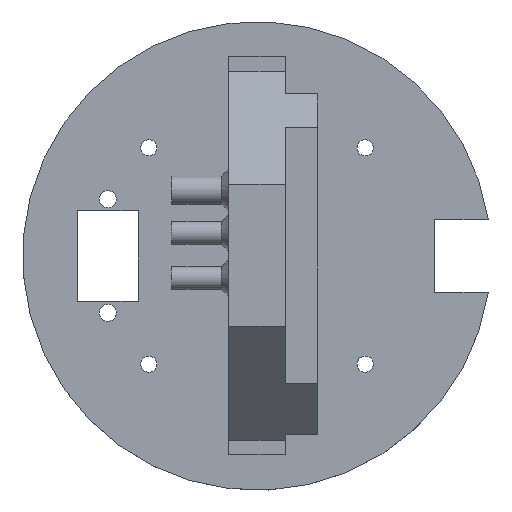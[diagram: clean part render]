
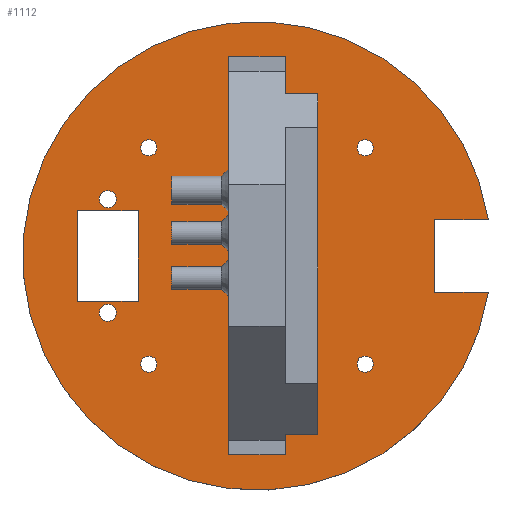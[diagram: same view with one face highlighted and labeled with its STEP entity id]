
A CAD part, top view. The second image highlights one B-rep face of the part: STEP entity #1112.
In plain terms, the highlighted planar face has unit normal (0, 0, 1).
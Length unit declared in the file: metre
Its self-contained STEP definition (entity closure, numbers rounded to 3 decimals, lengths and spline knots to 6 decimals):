
#37=LINE('',#1643,#147);
#38=LINE('',#1646,#148);
#39=LINE('',#1648,#149);
#40=LINE('',#1650,#150);
#41=LINE('',#1659,#151);
#42=LINE('',#1662,#152);
#43=LINE('',#1664,#153);
#44=LINE('',#1667,#154);
#45=LINE('',#1670,#155);
#46=LINE('',#1672,#156);
#47=LINE('',#1674,#157);
#147=VECTOR('',#1321,1.);
#148=VECTOR('',#1322,1.);
#149=VECTOR('',#1323,1.);
#150=VECTOR('',#1324,1.);
#151=VECTOR('',#1333,1.);
#152=VECTOR('',#1334,1.);
#153=VECTOR('',#1335,1.);
#154=VECTOR('',#1338,1.);
#155=VECTOR('',#1339,1.);
#156=VECTOR('',#1340,1.);
#157=VECTOR('',#1341,1.);
#264=ORIENTED_EDGE('',*,*,#564,.F.);
#265=ORIENTED_EDGE('',*,*,#565,.F.);
#266=ORIENTED_EDGE('',*,*,#566,.F.);
#267=ORIENTED_EDGE('',*,*,#567,.F.);
#268=ORIENTED_EDGE('',*,*,#568,.T.);
#269=ORIENTED_EDGE('',*,*,#569,.T.);
#270=ORIENTED_EDGE('',*,*,#570,.F.);
#271=ORIENTED_EDGE('',*,*,#571,.F.);
#272=ORIENTED_EDGE('',*,*,#572,.F.);
#273=ORIENTED_EDGE('',*,*,#573,.F.);
#274=ORIENTED_EDGE('',*,*,#574,.F.);
#275=ORIENTED_EDGE('',*,*,#575,.F.);
#276=ORIENTED_EDGE('',*,*,#576,.F.);
#277=ORIENTED_EDGE('',*,*,#577,.T.);
#278=ORIENTED_EDGE('',*,*,#578,.F.);
#279=ORIENTED_EDGE('',*,*,#579,.T.);
#280=ORIENTED_EDGE('',*,*,#580,.T.);
#281=ORIENTED_EDGE('',*,*,#581,.F.);
#564=EDGE_CURVE('',#714,#714,#817,.T.);
#565=EDGE_CURVE('',#715,#715,#818,.T.);
#566=EDGE_CURVE('',#716,#717,#37,.T.);
#567=EDGE_CURVE('',#718,#716,#38,.T.);
#568=EDGE_CURVE('',#718,#719,#39,.T.);
#569=EDGE_CURVE('',#719,#717,#40,.T.);
#570=EDGE_CURVE('',#720,#720,#819,.T.);
#571=EDGE_CURVE('',#721,#721,#820,.T.);
#572=EDGE_CURVE('',#722,#722,#821,.T.);
#573=EDGE_CURVE('',#723,#723,#822,.T.);
#574=EDGE_CURVE('',#724,#725,#41,.T.);
#575=EDGE_CURVE('',#726,#724,#42,.T.);
#576=EDGE_CURVE('',#727,#726,#43,.T.);
#577=EDGE_CURVE('',#727,#725,#823,.T.);
#578=EDGE_CURVE('',#728,#729,#44,.T.);
#579=EDGE_CURVE('',#728,#730,#45,.T.);
#580=EDGE_CURVE('',#730,#731,#46,.T.);
#581=EDGE_CURVE('',#729,#731,#47,.T.);
#714=VERTEX_POINT('',#1640);
#715=VERTEX_POINT('',#1642);
#716=VERTEX_POINT('',#1644);
#717=VERTEX_POINT('',#1645);
#718=VERTEX_POINT('',#1647);
#719=VERTEX_POINT('',#1649);
#720=VERTEX_POINT('',#1652);
#721=VERTEX_POINT('',#1654);
#722=VERTEX_POINT('',#1656);
#723=VERTEX_POINT('',#1658);
#724=VERTEX_POINT('',#1660);
#725=VERTEX_POINT('',#1661);
#726=VERTEX_POINT('',#1663);
#727=VERTEX_POINT('',#1665);
#728=VERTEX_POINT('',#1668);
#729=VERTEX_POINT('',#1669);
#730=VERTEX_POINT('',#1671);
#731=VERTEX_POINT('',#1673);
#817=CIRCLE('',#1196,0.0015);
#818=CIRCLE('',#1197,0.0015);
#819=CIRCLE('',#1198,0.001425);
#820=CIRCLE('',#1199,0.001425);
#821=CIRCLE('',#1200,0.001425);
#822=CIRCLE('',#1201,0.001425);
#823=CIRCLE('',#1202,0.041275);
#858=EDGE_LOOP('',(#264));
#859=EDGE_LOOP('',(#265));
#860=EDGE_LOOP('',(#266,#267,#268,#269));
#861=EDGE_LOOP('',(#270));
#862=EDGE_LOOP('',(#271));
#863=EDGE_LOOP('',(#272));
#864=EDGE_LOOP('',(#273));
#865=EDGE_LOOP('',(#274,#275,#276,#277));
#866=EDGE_LOOP('',(#278,#279,#280,#281));
#966=FACE_BOUND('',#858,.T.);
#967=FACE_BOUND('',#859,.T.);
#968=FACE_BOUND('',#860,.T.);
#969=FACE_BOUND('',#861,.T.);
#970=FACE_BOUND('',#862,.T.);
#971=FACE_BOUND('',#863,.T.);
#972=FACE_BOUND('',#864,.T.);
#973=FACE_BOUND('',#865,.T.);
#974=FACE_BOUND('',#866,.T.);
#1067=PLANE('',#1195);
#1112=ADVANCED_FACE('',(#966,#967,#968,#969,#970,#971,#972,#973,#974),#1067,
 .T.);
#1195=AXIS2_PLACEMENT_3D('',#1638,#1315,#1316);
#1196=AXIS2_PLACEMENT_3D('',#1639,#1317,#1318);
#1197=AXIS2_PLACEMENT_3D('',#1641,#1319,#1320);
#1198=AXIS2_PLACEMENT_3D('',#1651,#1325,#1326);
#1199=AXIS2_PLACEMENT_3D('',#1653,#1327,#1328);
#1200=AXIS2_PLACEMENT_3D('',#1655,#1329,#1330);
#1201=AXIS2_PLACEMENT_3D('',#1657,#1331,#1332);
#1202=AXIS2_PLACEMENT_3D('',#1666,#1336,#1337);
#1315=DIRECTION('',(0.,0.,1.));
#1316=DIRECTION('',(1.,0.,0.));
#1317=DIRECTION('',(0.,0.,1.));
#1318=DIRECTION('',(1.,0.,0.));
#1319=DIRECTION('',(0.,0.,1.));
#1320=DIRECTION('',(1.,0.,0.));
#1321=DIRECTION('',(-1.,0.,0.));
#1322=DIRECTION('',(0.,1.,0.));
#1323=DIRECTION('',(-1.,0.,0.));
#1324=DIRECTION('',(0.,1.,0.));
#1325=DIRECTION('',(0.,0.,1.));
#1326=DIRECTION('',(1.,0.,0.));
#1327=DIRECTION('',(0.,0.,1.));
#1328=DIRECTION('',(1.,0.,0.));
#1329=DIRECTION('',(0.,0.,1.));
#1330=DIRECTION('',(1.,0.,0.));
#1331=DIRECTION('',(0.,0.,1.));
#1332=DIRECTION('',(1.,0.,0.));
#1333=DIRECTION('',(1.,0.,0.));
#1334=DIRECTION('',(0.,-1.,0.));
#1335=DIRECTION('',(-1.,0.,0.));
#1336=DIRECTION('',(0.,0.,1.));
#1337=DIRECTION('',(1.,0.,0.));
#1338=DIRECTION('',(1.,0.,0.));
#1339=DIRECTION('',(0.,1.,0.));
#1340=DIRECTION('',(1.,0.,0.));
#1341=DIRECTION('',(0.,1.,0.));
#1638=CARTESIAN_POINT('',(0.01143,-0.000758,0.008636));
#1639=CARTESIAN_POINT('',(-0.014845,-0.010758,0.008636));
#1640=CARTESIAN_POINT('',(-0.013345,-0.010758,0.008636));
#1641=CARTESIAN_POINT('',(-0.014845,0.009242,0.008636));
#1642=CARTESIAN_POINT('',(-0.013345,0.009242,0.008636));
#1643=CARTESIAN_POINT('',(0.01643,0.034242,0.008636));
#1644=CARTESIAN_POINT('',(0.01643,0.034242,0.008636));
#1645=CARTESIAN_POINT('',(0.00643,0.034242,0.008636));
#1646=CARTESIAN_POINT('',(0.01643,-0.035758,0.008636));
#1647=CARTESIAN_POINT('',(0.01643,-0.035758,0.008636));
#1648=CARTESIAN_POINT('',(0.01643,-0.035758,0.008636));
#1649=CARTESIAN_POINT('',(0.00643,-0.035758,0.008636));
#1650=CARTESIAN_POINT('',(0.00643,-0.035758,0.008636));
#1651=CARTESIAN_POINT('',(-0.00762,0.018292,0.008636));
#1652=CARTESIAN_POINT('',(-0.006195,0.018292,0.008636));
#1653=CARTESIAN_POINT('',(0.03048,-0.019808,0.008636));
#1654=CARTESIAN_POINT('',(0.031905,-0.019808,0.008636));
#1655=CARTESIAN_POINT('',(-0.00762,-0.019808,0.008636));
#1656=CARTESIAN_POINT('',(-0.006195,-0.019808,0.008636));
#1657=CARTESIAN_POINT('',(0.03048,0.018292,0.008636));
#1658=CARTESIAN_POINT('',(0.031905,0.018292,0.008636));
#1659=CARTESIAN_POINT('',(0.042705,-0.007108,0.008636));
#1660=CARTESIAN_POINT('',(0.042705,-0.007108,0.008636));
#1661=CARTESIAN_POINT('',(0.052214,-0.007108,0.008636));
#1662=CARTESIAN_POINT('',(0.042705,-0.007108,0.008636));
#1663=CARTESIAN_POINT('',(0.042705,0.005592,0.008636));
#1664=CARTESIAN_POINT('',(0.042705,0.005592,0.008636));
#1665=CARTESIAN_POINT('',(0.052214,0.005592,0.008636));
#1666=CARTESIAN_POINT('',(0.01143,-0.000758,0.008636));
#1667=CARTESIAN_POINT('',(-0.014845,-0.008758,0.008636));
#1668=CARTESIAN_POINT('',(-0.020195,-0.008758,0.008636));
#1669=CARTESIAN_POINT('',(-0.009495,-0.008758,0.008636));
#1670=CARTESIAN_POINT('',(-0.020195,-0.000758,0.008636));
#1671=CARTESIAN_POINT('',(-0.020195,0.007242,0.008636));
#1672=CARTESIAN_POINT('',(-0.014845,0.007242,0.008636));
#1673=CARTESIAN_POINT('',(-0.009495,0.007242,0.008636));
#1674=CARTESIAN_POINT('',(-0.009495,-0.000758,0.008636));
